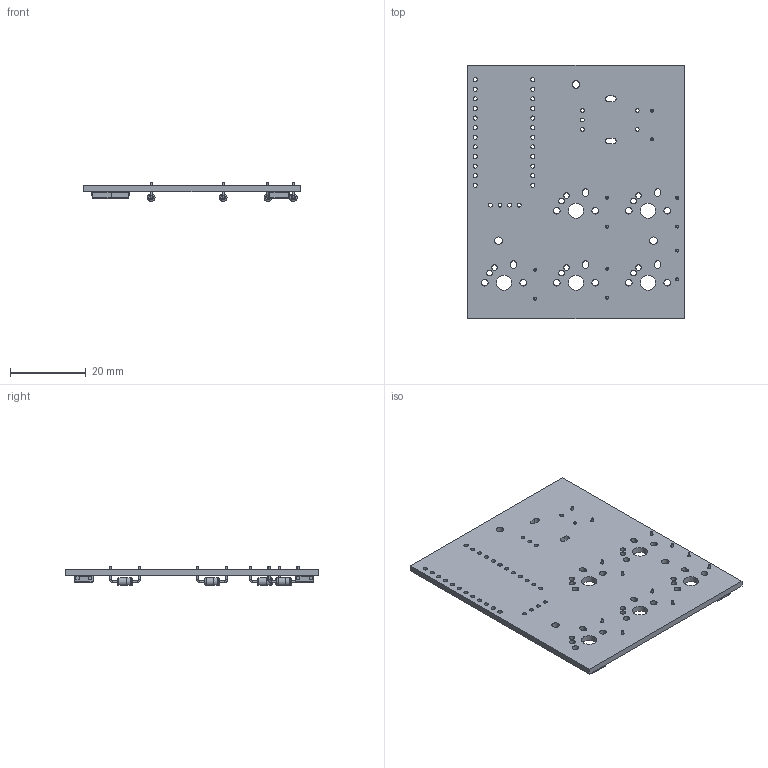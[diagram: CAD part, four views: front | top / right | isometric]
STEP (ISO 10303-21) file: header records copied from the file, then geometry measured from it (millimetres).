
FILE_DESCRIPTION(('KiCad electronic assembly'),'2;1');
FILE_NAME('Kinetic.Pad.step','2021-11-30T17:36:54',('An Author'),( 'A Company'),'Open CASCADE STEP processor 7.5', 'KiCad to STEP converter','Unknown');
FILE_SCHEMA(('AUTOMOTIVE_DESIGN { 1 0 10303 214 1 1 1 1 }'));
Length unit declared in the file: millimetre
Products named in the file (6): Open CASCADE STEP translator 7.5 1; LED_WS2812B_PLCC4_5.0x5.0mm_P3.2mm; SOLID; D_DO-35_SOD27_P7.62mm_Horizontal; COMPOUND
Assembly tree (13 placements, depth 3):
  Open CASCADE STEP translator 7.5 1
    LED_WS2812B_PLCC4_5.0x5.0mm_P3.2mm  x4
      SOLID
    D_DO-35_SOD27_P7.62mm_Horizontal  x6
      COMPOUND
    COMPOUND
Bounding box: 57.15 x 67.06 x 5.01 mm (x, y, z)
Volume: 6090.1 mm3; surface area: 8998.6 mm2
Topology: 17 solids, 17 shells, 475 faces, 1263 edges, 822 vertices
Faces by surface type: plane 226, cylinder 221, torus 24, cone 4
Full cylindrical faces by diameter (mm): 0.5 x18, 0.8 x12, 1 x9, 1.092 x24, 1.47 x10, 1.75 x10, 2 x15, 2.02 x6, 3.333 x4, 3.988 x5
Entity records: 14675 total; most frequent: CARTESIAN_POINT 2555, DIRECTION 2233, LINE 1102, VECTOR 1102, ORIENTED_EDGE 1080, PCURVE 1080, DEFINITIONAL_REPRESENTATION 1080, EDGE_CURVE 540
